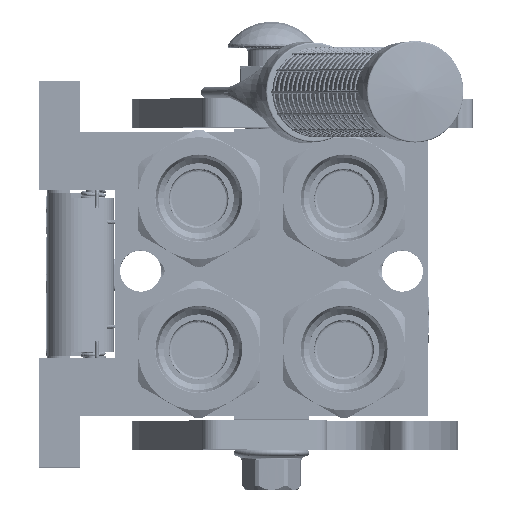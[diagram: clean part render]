
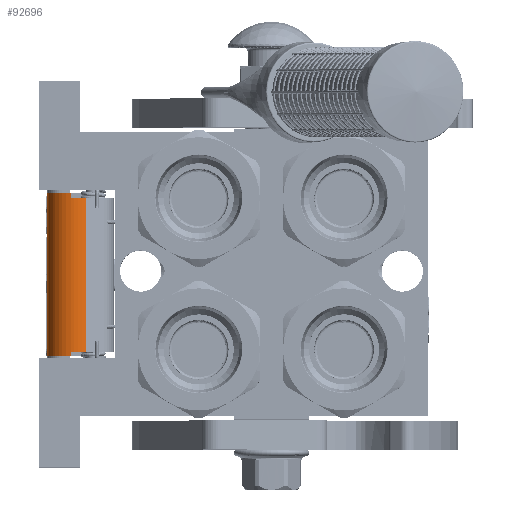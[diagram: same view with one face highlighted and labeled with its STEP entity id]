
A CAD part, top view. The second image highlights one B-rep face of the part: STEP entity #92696.
In plain terms, the highlighted cylindrical face has radius 9.5 mm (diameter 19 mm), a partial arc.
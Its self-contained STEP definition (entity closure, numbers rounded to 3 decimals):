
#1792 = CARTESIAN_POINT ( 'NONE',  ( 28., -0.2, -67.881 ) ) ;
#3821 = CIRCLE ( 'NONE', #68021, 9.5 ) ;
#5553 = DIRECTION ( 'NONE',  ( 1., 0., 0. ) ) ;
#8390 = VERTEX_POINT ( 'NONE', #17274 ) ;
#13836 = VERTEX_POINT ( 'NONE', #188770 ) ;
#17274 = CARTESIAN_POINT ( 'NONE',  ( -26.5, -5.47, -67.22 ) ) ;
#19856 = ORIENTED_EDGE ( 'NONE', *, *, #153932, .F. ) ;
#20036 = EDGE_LOOP ( 'NONE', ( #146039, #165120, #66949, #115796, #64108, #19856, #20402, #142152 ) ) ;
#20402 = ORIENTED_EDGE ( 'NONE', *, *, #107955, .F. ) ;
#22258 = VERTEX_POINT ( 'NONE', #54840 ) ;
#23425 = CARTESIAN_POINT ( 'NONE',  ( 26.5, -1.7, -58.5 ) ) ;
#24582 = VECTOR ( 'NONE', #5553, 1000. ) ;
#27640 = CARTESIAN_POINT ( 'NONE',  ( -28., -0.2, -67.881 ) ) ;
#28118 = CARTESIAN_POINT ( 'NONE',  ( 26.5, -0.2, -67.881 ) ) ;
#30685 = DIRECTION ( 'NONE',  ( 1., 0., 0. ) ) ;
#32249 = EDGE_CURVE ( 'NONE', #8390, #34137, #91603, .T. ) ;
#32895 = DIRECTION ( 'NONE',  ( 1., 0., 0. ) ) ;
#34137 = VERTEX_POINT ( 'NONE', #146205 ) ;
#35526 = DIRECTION ( 'NONE',  ( 0., 0.158, -0.987 ) ) ;
#37551 = CARTESIAN_POINT ( 'NONE',  ( 28., 7.8, -58.5 ) ) ;
#40657 = CARTESIAN_POINT ( 'NONE',  ( 26.5, -0.2, -67.881 ) ) ;
#42534 = EDGE_CURVE ( 'NONE', #8390, #80944, #63654, .T. ) ;
#47676 = LINE ( 'NONE', #171481, #100696 ) ;
#50797 = LINE ( 'NONE', #40657, #145128 ) ;
#51449 = AXIS2_PLACEMENT_3D ( 'NONE', #162491, #30685, #87914 ) ;
#51939 = CIRCLE ( 'NONE', #155747, 9.5 ) ;
#54840 = CARTESIAN_POINT ( 'NONE',  ( -28., -0.2, -67.881 ) ) ;
#55390 = DIRECTION ( 'NONE',  ( 1., 0., 0. ) ) ;
#62428 = CARTESIAN_POINT ( 'NONE',  ( 28., -1.7, -58.5 ) ) ;
#63654 = LINE ( 'NONE', #181124, #24582 ) ;
#64108 = ORIENTED_EDGE ( 'NONE', *, *, #110608, .T. ) ;
#64420 = CIRCLE ( 'NONE', #101892, 9.5 ) ;
#66949 = ORIENTED_EDGE ( 'NONE', *, *, #89176, .F. ) ;
#68021 = AXIS2_PLACEMENT_3D ( 'NONE', #62428, #32895, #137030 ) ;
#68485 = FACE_OUTER_BOUND ( 'NONE', #20036, .T. ) ;
#80944 = VERTEX_POINT ( 'NONE', #130573 ) ;
#82379 = CYLINDRICAL_SURFACE ( 'NONE', #189538, 9.5 ) ;
#87914 = DIRECTION ( 'NONE',  ( 0., -0.397, -0.918 ) ) ;
#89176 = EDGE_CURVE ( 'NONE', #22258, #34137, #168457, .T. ) ;
#91603 = CIRCLE ( 'NONE', #51449, 9.5 ) ;
#92654 = VECTOR ( 'NONE', #176790, 1000. ) ;
#92696 = ADVANCED_FACE ( 'NONE', ( #68485 ), #82379, .T. ) ;
#100534 = VERTEX_POINT ( 'NONE', #1792 ) ;
#100696 = VECTOR ( 'NONE', #100772, 1000. ) ;
#100772 = DIRECTION ( 'NONE',  ( 1., 0., 0. ) ) ;
#101892 = AXIS2_PLACEMENT_3D ( 'NONE', #23425, #157155, #126311 ) ;
#107955 = EDGE_CURVE ( 'NONE', #112244, #100534, #50797, .T. ) ;
#110608 = EDGE_CURVE ( 'NONE', #13836, #137957, #47676, .T. ) ;
#112244 = VERTEX_POINT ( 'NONE', #28118 ) ;
#112946 = EDGE_CURVE ( 'NONE', #22258, #13836, #51939, .T. ) ;
#113507 = DIRECTION ( 'NONE',  ( -1., 0., 0. ) ) ;
#114143 = DIRECTION ( 'NONE',  ( 0., -1., 0. ) ) ;
#115796 = ORIENTED_EDGE ( 'NONE', *, *, #112946, .T. ) ;
#124239 = DIRECTION ( 'NONE',  ( 1., 0., 0. ) ) ;
#126311 = DIRECTION ( 'NONE',  ( 0., -0.397, -0.918 ) ) ;
#130573 = CARTESIAN_POINT ( 'NONE',  ( 26.5, -5.47, -67.22 ) ) ;
#135036 = EDGE_CURVE ( 'NONE', #80944, #112244, #64420, .T. ) ;
#137030 = DIRECTION ( 'NONE',  ( 0., 0.158, -0.987 ) ) ;
#137957 = VERTEX_POINT ( 'NONE', #37551 ) ;
#142152 = ORIENTED_EDGE ( 'NONE', *, *, #135036, .F. ) ;
#145128 = VECTOR ( 'NONE', #55390, 1000. ) ;
#146039 = ORIENTED_EDGE ( 'NONE', *, *, #42534, .F. ) ;
#146205 = CARTESIAN_POINT ( 'NONE',  ( -26.5, -0.2, -67.881 ) ) ;
#153932 = EDGE_CURVE ( 'NONE', #100534, #137957, #3821, .T. ) ;
#155747 = AXIS2_PLACEMENT_3D ( 'NONE', #169187, #124239, #35526 ) ;
#157155 = DIRECTION ( 'NONE',  ( 1., 0., 0. ) ) ;
#162491 = CARTESIAN_POINT ( 'NONE',  ( -26.5, -1.7, -58.5 ) ) ;
#165120 = ORIENTED_EDGE ( 'NONE', *, *, #32249, .T. ) ;
#168457 = LINE ( 'NONE', #27640, #92654 ) ;
#169187 = CARTESIAN_POINT ( 'NONE',  ( -28., -1.7, -58.5 ) ) ;
#170092 = CARTESIAN_POINT ( 'NONE',  ( -28., -1.7, -58.5 ) ) ;
#171481 = CARTESIAN_POINT ( 'NONE',  ( -28., 7.8, -58.5 ) ) ;
#176790 = DIRECTION ( 'NONE',  ( 1., 0., 0. ) ) ;
#181124 = CARTESIAN_POINT ( 'NONE',  ( -26.5, -5.47, -67.22 ) ) ;
#188770 = CARTESIAN_POINT ( 'NONE',  ( -28., 7.8, -58.5 ) ) ;
#189538 = AXIS2_PLACEMENT_3D ( 'NONE', #170092, #113507, #114143 ) ;
